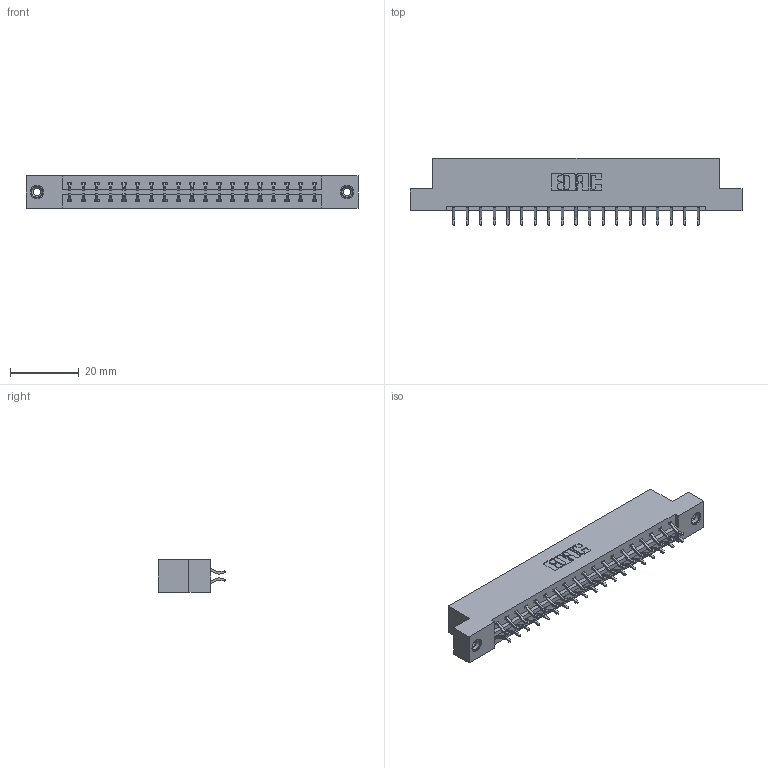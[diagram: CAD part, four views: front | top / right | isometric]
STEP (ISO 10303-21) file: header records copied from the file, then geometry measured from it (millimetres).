
FILE_DESCRIPTION (( 'STEP AP203' ), '1' );
FILE_NAME ('333-038-556-208.STEP', '2018-08-03T11:55:24', ( '' ), ( '' ), 'SwSTEP 2.0', 'SolidWorks 2016', '' );
FILE_SCHEMA (( 'CONFIG_CONTROL_DESIGN' ));
Length unit declared in the file: inch
Products named in the file (4): 333-038-556-208; 333 Part_Flush - .156 Dia - TI; 345-292-001_556 Tail; 345-250-001_345-250-003-102
Assembly tree (41 placements, depth 2):
  333-038-556-208
    333 Part_Flush - .156 Dia - TI
    345-292-001_556 Tail  x38
    345-250-001_345-250-003-102  x2
Bounding box: 96.82 x 19.57 x 9.4 mm (x, y, z)
Volume: 9662.1 mm3; surface area: 11160.2 mm2
Topology: 41 solids, 41 shells, 2378 faces, 7021 edges, 4622 vertices
Faces by surface type: plane 1622, cylinder 740, cone 12, torus 4
Entity records: 16604 total; most frequent: CARTESIAN_POINT 2777, ORIENTED_EDGE 2694, DIRECTION 2433, EDGE_CURVE 1347, VECTOR 1191, LINE 1191, VERTEX_POINT 892, AXIS2_PLACEMENT_3D 621
